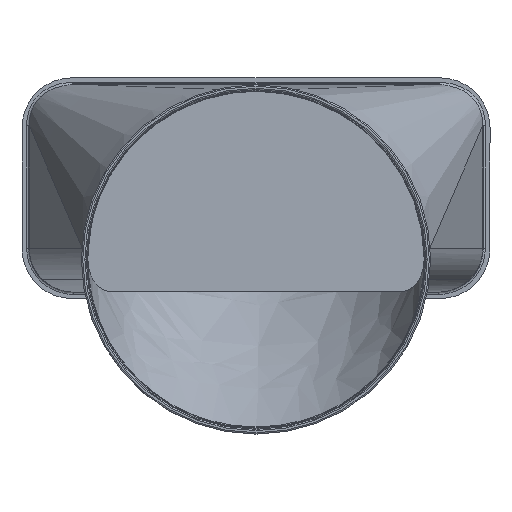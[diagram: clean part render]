
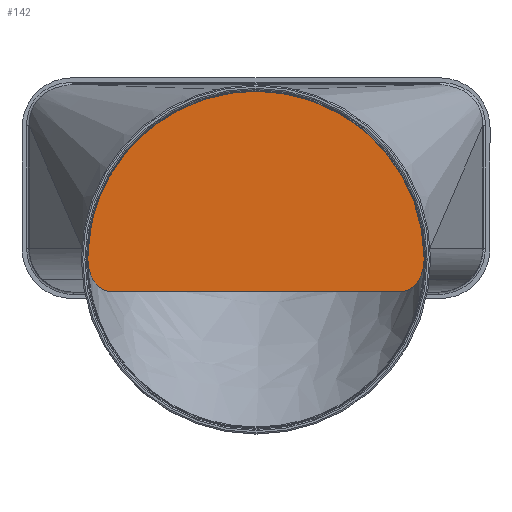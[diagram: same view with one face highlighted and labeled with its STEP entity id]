
A CAD part, left-side view. The second image highlights one B-rep face of the part: STEP entity #142.
In plain terms, the highlighted planar face has unit normal (1, 0, 0).
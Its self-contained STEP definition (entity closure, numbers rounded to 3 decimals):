
#142=ADVANCED_FACE('',(#291),#292,.F.);
#291=FACE_OUTER_BOUND('',#1576,.T.);
#292=PLANE('',#1577);
#1576=EDGE_LOOP('',(#3089,#3090,#3091,#3092,#3093,#3094,#3095,#3096,#3097,#3098,#3099,#3100));
#1577=AXIS2_PLACEMENT_3D('',#3101,#3102,#3103);
#3089=ORIENTED_EDGE('',*,*,#3664,.F.);
#3090=ORIENTED_EDGE('',*,*,#3668,.F.);
#3091=ORIENTED_EDGE('',*,*,#3542,.F.);
#3092=ORIENTED_EDGE('',*,*,#3669,.T.);
#3093=ORIENTED_EDGE('',*,*,#3670,.T.);
#3094=ORIENTED_EDGE('',*,*,#3671,.T.);
#3095=ORIENTED_EDGE('',*,*,#3672,.F.);
#3096=ORIENTED_EDGE('',*,*,#3651,.F.);
#3097=ORIENTED_EDGE('',*,*,#3639,.F.);
#3098=ORIENTED_EDGE('',*,*,#3624,.F.);
#3099=ORIENTED_EDGE('',*,*,#3657,.T.);
#3100=ORIENTED_EDGE('',*,*,#3582,.T.);
#3101=CARTESIAN_POINT('',(2.198,0.,0.));
#3102=DIRECTION('',(-1.0,0.0,-0.0));
#3103=DIRECTION('',(0.0,0.0,-1.0));
#3542=EDGE_CURVE('',#3815,#3813,#3817,.T.);
#3582=EDGE_CURVE('',#3887,#3891,#3893,.T.);
#3624=EDGE_CURVE('',#3960,#3957,#3962,.T.);
#3639=EDGE_CURVE('',#3957,#3985,#3987,.T.);
#3651=EDGE_CURVE('',#3985,#4004,#4006,.T.);
#3657=EDGE_CURVE('',#3960,#3887,#4015,.T.);
#3664=EDGE_CURVE('',#4024,#3891,#4026,.T.);
#3668=EDGE_CURVE('',#3813,#4024,#4032,.T.);
#3669=EDGE_CURVE('',#3815,#4033,#4034,.T.);
#3670=EDGE_CURVE('',#4033,#4035,#4036,.T.);
#3671=EDGE_CURVE('',#4035,#4037,#4038,.T.);
#3672=EDGE_CURVE('',#4004,#4037,#4039,.T.);
#3813=VERTEX_POINT('',#4357);
#3815=VERTEX_POINT('',#4360);
#3817=ELLIPSE('',#4405,16.49,16.03);
#3887=VERTEX_POINT('',#4577);
#3891=VERTEX_POINT('',#4625);
#3893=ELLIPSE('',#4656,16.49,16.03);
#3957=VERTEX_POINT('',#4896);
#3960=VERTEX_POINT('',#4901);
#3962=CIRCLE('',#4903,16.002);
#3985=VERTEX_POINT('',#4975);
#3987=LINE('',#4978,#4979);
#4004=VERTEX_POINT('',#5001);
#4006=CIRCLE('',#5004,16.002);
#4015=ELLIPSE('',#5014,16.49,16.03);
#4024=VERTEX_POINT('',#5027);
#4026=LINE('',#5030,#5031);
#4032=ELLIPSE('',#5039,16.49,16.03);
#4033=VERTEX_POINT('',#5040);
#4034=CIRCLE('',#5041,16.002);
#4035=VERTEX_POINT('',#5042);
#4036=LINE('',#5043,#5044);
#4037=VERTEX_POINT('',#5045);
#4038=CIRCLE('',#5046,16.002);
#4039=LINE('',#5047,#5048);
#4357=CARTESIAN_POINT('',(2.198,79.72,-33.807));
#4360=CARTESIAN_POINT('',(2.198,83.183,-28.861));
#4405=AXIS2_PLACEMENT_3D('',#5439,#5440,#5441);
#4577=CARTESIAN_POINT('',(2.198,-79.72,-33.807));
#4625=CARTESIAN_POINT('',(2.198,-68.06,-38.502));
#4656=AXIS2_PLACEMENT_3D('',#5508,#5509,#5510);
#4896=CARTESIAN_POINT('',(2.198,-84.502,-22.5));
#4901=CARTESIAN_POINT('',(2.198,-83.183,-28.861));
#4903=AXIS2_PLACEMENT_3D('',#5578,#5579,#5580);
#4975=CARTESIAN_POINT('',(2.198,-84.502,22.5));
#4978=CARTESIAN_POINT('',(2.198,-84.502,-22.5));
#4979=VECTOR('',#5606,1.0);
#5001=CARTESIAN_POINT('',(2.198,-68.5,38.502));
#5004=AXIS2_PLACEMENT_3D('',#5628,#5629,#5630);
#5014=AXIS2_PLACEMENT_3D('',#5644,#5645,#5646);
#5027=CARTESIAN_POINT('',(2.198,68.06,-38.502));
#5030=CARTESIAN_POINT('',(2.198,68.5,-38.502));
#5031=VECTOR('',#5655,1.0);
#5039=AXIS2_PLACEMENT_3D('',#5661,#5662,#5663);
#5040=CARTESIAN_POINT('',(2.198,84.502,-22.5));
#5041=AXIS2_PLACEMENT_3D('',#5664,#5665,#5666);
#5042=CARTESIAN_POINT('',(2.198,84.502,22.5));
#5043=CARTESIAN_POINT('',(2.198,84.502,-22.5));
#5044=VECTOR('',#5667,1.0);
#5045=CARTESIAN_POINT('',(2.198,68.5,38.502));
#5046=AXIS2_PLACEMENT_3D('',#5668,#5669,#5670);
#5047=CARTESIAN_POINT('',(2.198,-68.5,38.502));
#5048=VECTOR('',#5671,1.0);
#5439=CARTESIAN_POINT('',(2.198,68.06,-22.472));
#5440=DIRECTION('',(-1.0,0.,0.0));
#5441=DIRECTION('',(0.,1.0,0.0));
#5508=CARTESIAN_POINT('',(2.198,-68.06,-22.472));
#5509=DIRECTION('',(1.0,0.,0.));
#5510=DIRECTION('',(0.,-1.0,0.));
#5578=CARTESIAN_POINT('',(2.198,-68.5,-22.5));
#5579=DIRECTION('',(-1.0,0.,0.));
#5580=DIRECTION('',(0.,0.,-1.0));
#5606=DIRECTION('',(0.,0.,1.0));
#5628=CARTESIAN_POINT('',(2.198,-68.5,22.5));
#5629=DIRECTION('',(-1.0,0.,0.));
#5630=DIRECTION('',(0.,0.,-1.0));
#5644=CARTESIAN_POINT('',(2.198,-68.06,-22.472));
#5645=DIRECTION('',(1.0,0.,0.));
#5646=DIRECTION('',(0.,-1.0,0.));
#5655=DIRECTION('',(0.0,-1.0,0.));
#5661=CARTESIAN_POINT('',(2.198,68.06,-22.472));
#5662=DIRECTION('',(-1.0,0.,0.0));
#5663=DIRECTION('',(0.,1.0,0.0));
#5664=CARTESIAN_POINT('',(2.198,68.5,-22.5));
#5665=DIRECTION('',(1.0,0.,0.0));
#5666=DIRECTION('',(0.0,0.0,-1.0));
#5667=DIRECTION('',(0.,0.,1.0));
#5668=CARTESIAN_POINT('',(2.198,68.5,22.5));
#5669=DIRECTION('',(1.0,0.,0.0));
#5670=DIRECTION('',(0.0,0.0,-1.0));
#5671=DIRECTION('',(0.0,1.0,0.));
